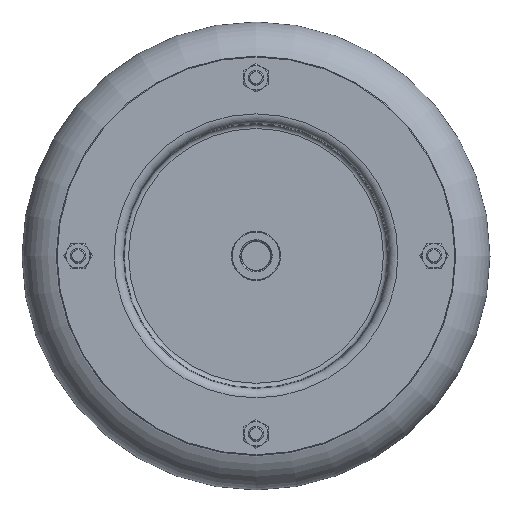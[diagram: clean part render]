
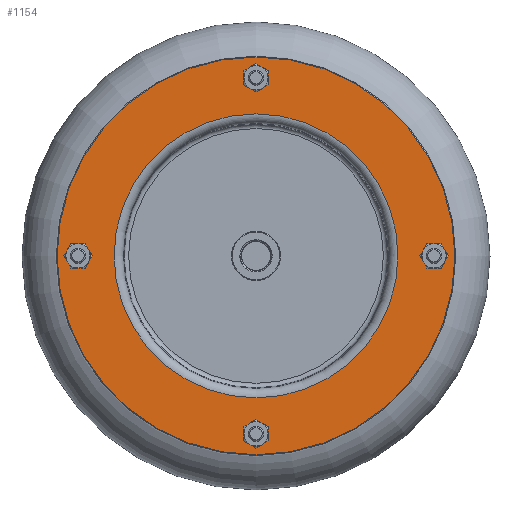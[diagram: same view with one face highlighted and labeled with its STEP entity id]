
A CAD part, top view. The second image highlights one B-rep face of the part: STEP entity #1154.
In plain terms, the highlighted planar face has unit normal (0, 0, 1).
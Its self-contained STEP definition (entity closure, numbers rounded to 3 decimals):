
#1154=ADVANCED_FACE('',(#1591,#1592,#1593,#1594,#1595,#1596),#1379,.T.);
#1379=PLANE('',#4904);
#1591=FACE_BOUND('',#2053,.T.);
#1592=FACE_BOUND('',#2054,.T.);
#1593=FACE_BOUND('',#2055,.T.);
#1594=FACE_BOUND('',#2056,.T.);
#1595=FACE_BOUND('',#2057,.T.);
#1596=FACE_BOUND('',#2058,.T.);
#2053=EDGE_LOOP('',(#2903));
#2054=EDGE_LOOP('',(#2904));
#2055=EDGE_LOOP('',(#2905));
#2056=EDGE_LOOP('',(#2906));
#2057=EDGE_LOOP('',(#2907));
#2058=EDGE_LOOP('',(#2908));
#2903=ORIENTED_EDGE('',*,*,#4058,.T.);
#2904=ORIENTED_EDGE('',*,*,#4059,.F.);
#2905=ORIENTED_EDGE('',*,*,#4060,.F.);
#2906=ORIENTED_EDGE('',*,*,#4061,.F.);
#2907=ORIENTED_EDGE('',*,*,#4062,.F.);
#2908=ORIENTED_EDGE('',*,*,#4063,.F.);
#3587=VERTEX_POINT('',#7526);
#3588=VERTEX_POINT('',#7528);
#3589=VERTEX_POINT('',#7530);
#3590=VERTEX_POINT('',#7532);
#3591=VERTEX_POINT('',#7534);
#3592=VERTEX_POINT('',#7536);
#4058=EDGE_CURVE('',#3587,#3587,#4439,.T.);
#4059=EDGE_CURVE('',#3588,#3588,#4440,.T.);
#4060=EDGE_CURVE('',#3589,#3589,#4441,.T.);
#4061=EDGE_CURVE('',#3590,#3590,#4442,.T.);
#4062=EDGE_CURVE('',#3591,#3591,#4443,.T.);
#4063=EDGE_CURVE('',#3592,#3592,#4444,.T.);
#4439=CIRCLE('',#4898,129.5);
#4440=CIRCLE('',#4899,5.75);
#4441=CIRCLE('',#4900,5.75);
#4442=CIRCLE('',#4901,5.75);
#4443=CIRCLE('',#4902,5.75);
#4444=CIRCLE('',#4903,92.437);
#4898=AXIS2_PLACEMENT_3D('',#7525,#5867,#5868);
#4899=AXIS2_PLACEMENT_3D('',#7527,#5869,#5870);
#4900=AXIS2_PLACEMENT_3D('',#7529,#5871,#5872);
#4901=AXIS2_PLACEMENT_3D('',#7531,#5873,#5874);
#4902=AXIS2_PLACEMENT_3D('',#7533,#5875,#5876);
#4903=AXIS2_PLACEMENT_3D('',#7535,#5877,#5878);
#4904=AXIS2_PLACEMENT_3D('',#7537,#5879,#5880);
#5867=DIRECTION('',(0.,0.,1.));
#5868=DIRECTION('',(1.,0.,0.));
#5869=DIRECTION('',(0.,0.,1.));
#5870=DIRECTION('',(1.,0.,0.));
#5871=DIRECTION('',(0.,0.,1.));
#5872=DIRECTION('',(1.,0.,0.));
#5873=DIRECTION('',(0.,0.,1.));
#5874=DIRECTION('',(1.,0.,0.));
#5875=DIRECTION('',(0.,0.,1.));
#5876=DIRECTION('',(1.,0.,0.));
#5877=DIRECTION('',(0.,0.,1.));
#5878=DIRECTION('',(1.,0.,0.));
#5879=DIRECTION('',(0.,0.,1.));
#5880=DIRECTION('',(1.,0.,0.));
#7525=CARTESIAN_POINT('',(0.,0.,92.));
#7526=CARTESIAN_POINT('',(129.5,0.,92.));
#7527=CARTESIAN_POINT('',(0.,-115.9,92.));
#7528=CARTESIAN_POINT('',(5.75,-115.9,92.));
#7529=CARTESIAN_POINT('',(-115.9,0.,92.));
#7530=CARTESIAN_POINT('',(-110.15,0.,92.));
#7531=CARTESIAN_POINT('',(0.,115.9,92.));
#7532=CARTESIAN_POINT('',(5.75,115.9,92.));
#7533=CARTESIAN_POINT('',(115.9,0.,92.));
#7534=CARTESIAN_POINT('',(121.65,0.,92.));
#7535=CARTESIAN_POINT('',(0.,0.,92.));
#7536=CARTESIAN_POINT('',(92.437,0.,92.));
#7537=CARTESIAN_POINT('',(92.437,0.,92.));
